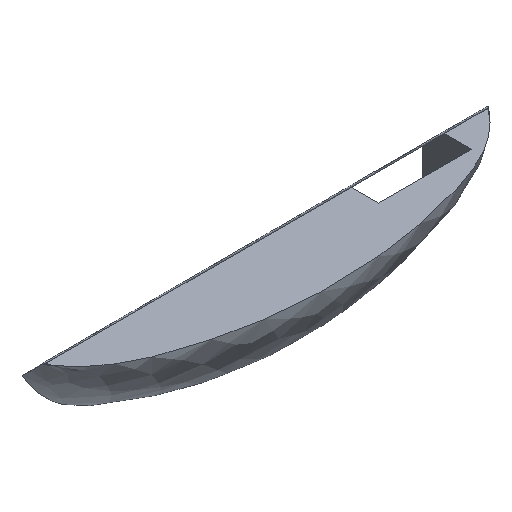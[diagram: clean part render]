
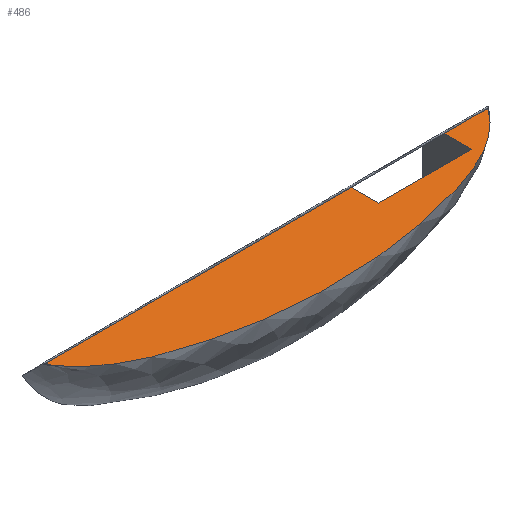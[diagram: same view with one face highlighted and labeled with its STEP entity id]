
A CAD part, isometric view. The second image highlights one B-rep face of the part: STEP entity #486.
In plain terms, the highlighted planar face has unit normal (0, 0, 1).
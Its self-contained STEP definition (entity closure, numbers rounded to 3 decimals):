
#1 = CARTESIAN_POINT ( 'NONE',  ( 40.5, -2., -30. ) ) ;
#4 = CARTESIAN_POINT ( 'NONE',  ( 36.5, -4.5, -30. ) ) ;
#11 = EDGE_CURVE ( 'NONE', #504, #401, #241, .T. ) ;
#20 = B_SPLINE_CURVE_WITH_KNOTS ( 'NONE', 3,
 ( #24, #33, #528, #525 ),
 .UNSPECIFIED., .F., .F.,
 ( 4, 4 ),
 ( 0.901, 1. ),
 .UNSPECIFIED. ) ;
#23 = VERTEX_POINT ( 'NONE', #516 ) ;
#24 = CARTESIAN_POINT ( 'NONE',  ( 36.5, -2., -30. ) ) ;
#33 = CARTESIAN_POINT ( 'NONE',  ( 37.833, -2., -30. ) ) ;
#43 = VERTEX_POINT ( 'NONE', #192 ) ;
#75 = EDGE_LOOP ( 'NONE', ( #421, #137, #479, #321, #361, #127 ) ) ;
#77 = VERTEX_POINT ( 'NONE', #1 ) ;
#112 = CARTESIAN_POINT ( 'NONE',  ( 0., -2., -30. ) ) ;
#122 = DIRECTION ( 'NONE',  ( 0., 0., 1. ) ) ;
#127 = ORIENTED_EDGE ( 'NONE', *, *, #11, .F. ) ;
#131 = AXIS2_PLACEMENT_3D ( 'NONE', #290, #122, #342 ) ;
#137 = ORIENTED_EDGE ( 'NONE', *, *, #340, .T. ) ;
#148 = DIRECTION ( 'NONE',  ( 0., 1., 0. ) ) ;
#192 = CARTESIAN_POINT ( 'NONE',  ( 28., -2., -30. ) ) ;
#197 = CARTESIAN_POINT ( 'NONE',  ( 36.5, -4.5, -30. ) ) ;
#213 = VERTEX_POINT ( 'NONE', #112 ) ;
#221 = CARTESIAN_POINT ( 'NONE',  ( 36.5, -2., -30. ) ) ;
#224 = VECTOR ( 'NONE', #148, 1000. ) ;
#228 = CARTESIAN_POINT ( 'NONE',  ( 0., -2., -30. ) ) ;
#231 = CARTESIAN_POINT ( 'NONE',  ( 0.739, -3.037, -30. ) ) ;
#234 = CARTESIAN_POINT ( 'NONE',  ( 3.126, -5.644, -30. ) ) ;
#237 = CARTESIAN_POINT ( 'NONE',  ( 11.47, -8.472, -30. ) ) ;
#240 = CARTESIAN_POINT ( 'NONE',  ( 19.704, -9.24, -30. ) ) ;
#241 = LINE ( 'NONE', #4, #224 ) ;
#247 = CARTESIAN_POINT ( 'NONE',  ( 28.486, -8.216, -30. ) ) ;
#257 = CARTESIAN_POINT ( 'NONE',  ( 36.794, -5.83, -30. ) ) ;
#283 = B_SPLINE_CURVE_WITH_KNOTS ( 'NONE', 3,
 ( #329, #331, #257, #247, #240, #237, #234, #231, #228 ),
 .UNSPECIFIED., .F., .F.,
 ( 4, 1, 1, 1, 1, 1, 4 ),
 ( 0., 0.118, 0.285, 0.47, 0.749, 0.912, 1. ),
 .UNSPECIFIED. ) ;
#284 = PLANE ( 'NONE',  #131 ) ;
#290 = CARTESIAN_POINT ( 'NONE',  ( 20.25, -5.454, -30. ) ) ;
#321 = ORIENTED_EDGE ( 'NONE', *, *, #359, .F. ) ;
#329 = CARTESIAN_POINT ( 'NONE',  ( 40.5, -2., -30. ) ) ;
#331 = CARTESIAN_POINT ( 'NONE',  ( 39.55, -3.245, -30. ) ) ;
#337 = EDGE_CURVE ( 'NONE', #401, #77, #20, .T. ) ;
#340 = EDGE_CURVE ( 'NONE', #23, #43, #496, .T. ) ;
#342 = DIRECTION ( 'NONE',  ( -1., 0., 0. ) ) ;
#350 = EDGE_CURVE ( 'NONE', #504, #23, #515, .T. ) ;
#352 = EDGE_CURVE ( 'NONE', #213, #43, #384, .T. ) ;
#359 = EDGE_CURVE ( 'NONE', #77, #213, #283, .T. ) ;
#361 = ORIENTED_EDGE ( 'NONE', *, *, #337, .F. ) ;
#384 = B_SPLINE_CURVE_WITH_KNOTS ( 'NONE', 3,
 ( #485, #467, #418, #416 ),
 .UNSPECIFIED., .F., .F.,
 ( 4, 4 ),
 ( 0., 0.691 ),
 .UNSPECIFIED. ) ;
#401 = VERTEX_POINT ( 'NONE', #221 ) ;
#416 = CARTESIAN_POINT ( 'NONE',  ( 28., -2., -30. ) ) ;
#418 = CARTESIAN_POINT ( 'NONE',  ( 18.667, -2., -30. ) ) ;
#421 = ORIENTED_EDGE ( 'NONE', *, *, #350, .T. ) ;
#445 = DIRECTION ( 'NONE',  ( -1., 0., 0. ) ) ;
#450 = CARTESIAN_POINT ( 'NONE',  ( 36.5, -4.5, -30. ) ) ;
#467 = CARTESIAN_POINT ( 'NONE',  ( 9.333, -2., -30. ) ) ;
#472 = FACE_OUTER_BOUND ( 'NONE', #75, .T. ) ;
#476 = VECTOR ( 'NONE', #502, 1000. ) ;
#479 = ORIENTED_EDGE ( 'NONE', *, *, #352, .F. ) ;
#485 = CARTESIAN_POINT ( 'NONE',  ( 0., -2., -30. ) ) ;
#486 = ADVANCED_FACE ( 'NONE', ( #472 ), #284, .T. ) ;
#496 = LINE ( 'NONE', #536, #476 ) ;
#502 = DIRECTION ( 'NONE',  ( 0., 1., 0. ) ) ;
#504 = VERTEX_POINT ( 'NONE', #197 ) ;
#507 = VECTOR ( 'NONE', #445, 1000. ) ;
#515 = LINE ( 'NONE', #450, #507 ) ;
#516 = CARTESIAN_POINT ( 'NONE',  ( 28., -4.5, -30. ) ) ;
#525 = CARTESIAN_POINT ( 'NONE',  ( 40.5, -2., -30. ) ) ;
#528 = CARTESIAN_POINT ( 'NONE',  ( 39.167, -2., -30. ) ) ;
#536 = CARTESIAN_POINT ( 'NONE',  ( 28., -4.5, -30. ) ) ;
